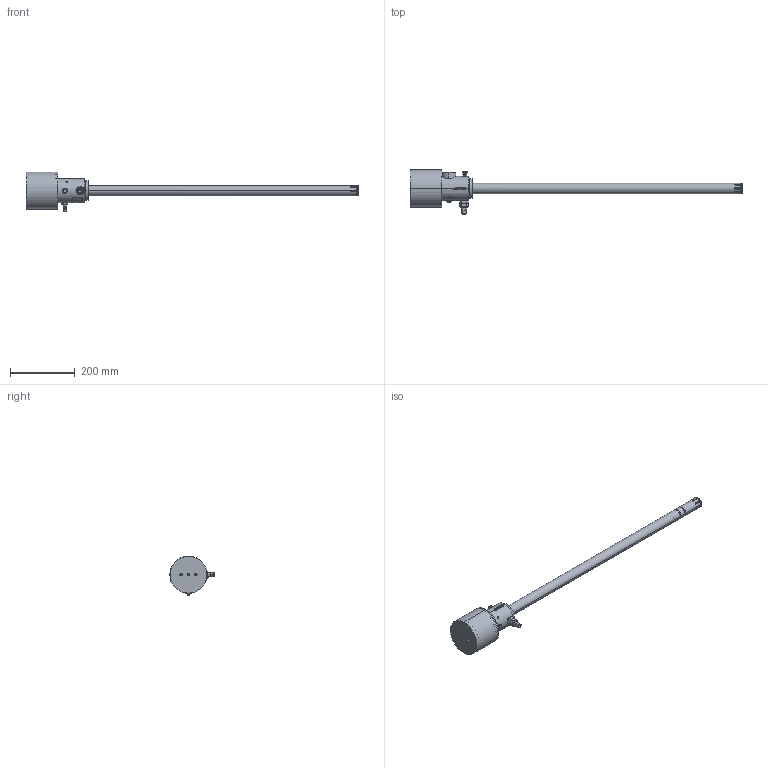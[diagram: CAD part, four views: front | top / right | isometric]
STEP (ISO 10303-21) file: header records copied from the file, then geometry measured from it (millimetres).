
FILE_DESCRIPTION((''),'2;1');
FILE_NAME('40354-00_C2_SW0001','2025-12-05T15:13:02',('julian.egg'),(''),'CREO PARAMETRIC BY PTC INC, 2025323','CREO PARAMETRIC BY PTC INC, 2025323','');
FILE_SCHEMA(('CONFIG_CONTROL_DESIGN'));
Products named in the file (1): 40354-00_C2_SW0001
Bounding box: 1026 x 136.9 x 123.1 mm (x, y, z)
Volume: 1158702.4 mm3; surface area: 322551 mm2
Topology: 3 solids, 8 shells, 3427 faces, 9347 edges, 6146 vertices
Faces by surface type: plane 1432, bspline 1345, cylinder 424, cone 156, torus 68, sphere 2
Entity records: 143218 total; most frequent: CARTESIAN_POINT 61816, ORIENTED_EDGE 18634, DIRECTION 13647, EDGE_CURVE 9317, VECTOR 6267, LINE 6267, VERTEX_POINT 6146, EDGE_LOOP 3735
